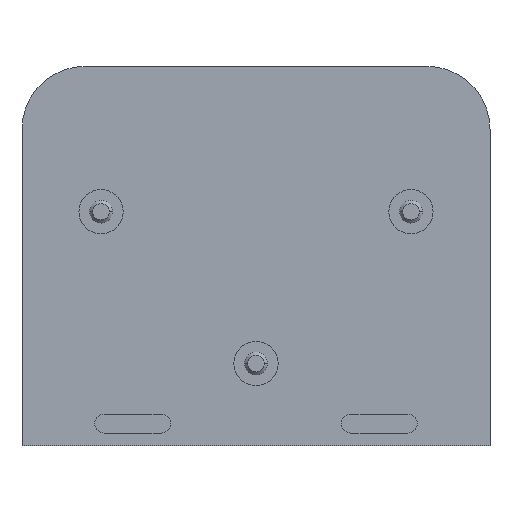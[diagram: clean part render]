
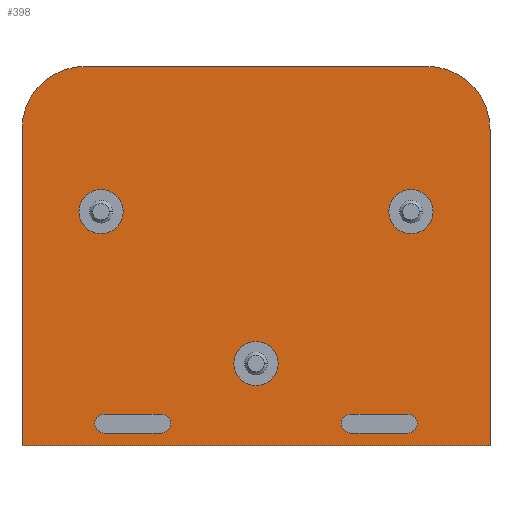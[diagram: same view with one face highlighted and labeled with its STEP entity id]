
A CAD part, left-side view. The second image highlights one B-rep face of the part: STEP entity #398.
In plain terms, the highlighted planar face has unit normal (-1, 0, 0).
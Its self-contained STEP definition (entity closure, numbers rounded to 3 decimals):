
#206=AXIS2_PLACEMENT_3D('Circle Axis2P3D',#204,#205,$) ;
#225=AXIS2_PLACEMENT_3D('Circle Axis2P3D',#223,#224,$) ;
#238=AXIS2_PLACEMENT_3D('Plane Axis2P3D',#235,#236,#237) ;
#251=AXIS2_PLACEMENT_3D('Circle Axis2P3D',#249,#250,$) ;
#265=AXIS2_PLACEMENT_3D('Circle Axis2P3D',#263,#264,$) ;
#292=AXIS2_PLACEMENT_3D('Circle Axis2P3D',#290,#291,$) ;
#301=AXIS2_PLACEMENT_3D('Circle Axis2P3D',#299,#300,$) ;
#314=AXIS2_PLACEMENT_3D('Circle Axis2P3D',#312,#313,$) ;
#323=AXIS2_PLACEMENT_3D('Circle Axis2P3D',#321,#322,$) ;
#341=AXIS2_PLACEMENT_3D('Circle Axis2P3D',#339,#340,$) ;
#355=AXIS2_PLACEMENT_3D('Circle Axis2P3D',#353,#354,$) ;
#375=AXIS2_PLACEMENT_3D('Circle Axis2P3D',#373,#374,$) ;
#389=AXIS2_PLACEMENT_3D('Circle Axis2P3D',#387,#388,$) ;
#201=CARTESIAN_POINT('Vertex',(3.,58.,37.)) ;
#204=CARTESIAN_POINT('Axis2P3D Location',(3.,61.5,37.)) ;
#208=CARTESIAN_POINT('Vertex',(3.,65.,37.)) ;
#223=CARTESIAN_POINT('Axis2P3D Location',(3.,61.5,37.)) ;
#235=CARTESIAN_POINT('Axis2P3D Location',(3.,37.,0.)) ;
#240=CARTESIAN_POINT('Line Origine',(3.,0.,25.)) ;
#244=CARTESIAN_POINT('Vertex',(3.,0.,0.)) ;
#246=CARTESIAN_POINT('Vertex',(3.,0.,50.)) ;
#249=CARTESIAN_POINT('Axis2P3D Location',(3.,10.,50.)) ;
#253=CARTESIAN_POINT('Vertex',(3.,10.,60.)) ;
#256=CARTESIAN_POINT('Line Origine',(3.,37.,60.)) ;
#260=CARTESIAN_POINT('Vertex',(3.,64.,60.)) ;
#263=CARTESIAN_POINT('Axis2P3D Location',(3.,64.,50.)) ;
#267=CARTESIAN_POINT('Vertex',(3.,74.,50.)) ;
#270=CARTESIAN_POINT('Line Origine',(3.,74.,25.)) ;
#274=CARTESIAN_POINT('Vertex',(3.,74.,0.)) ;
#277=CARTESIAN_POINT('Line Origine',(3.,37.,0.)) ;
#290=CARTESIAN_POINT('Axis2P3D Location',(3.,12.5,37.)) ;
#294=CARTESIAN_POINT('Vertex',(3.,16.,37.)) ;
#296=CARTESIAN_POINT('Vertex',(3.,9.,37.)) ;
#299=CARTESIAN_POINT('Axis2P3D Location',(3.,12.5,37.)) ;
#312=CARTESIAN_POINT('Axis2P3D Location',(3.,37.,13.)) ;
#316=CARTESIAN_POINT('Vertex',(3.,40.5,13.)) ;
#318=CARTESIAN_POINT('Vertex',(3.,33.5,13.)) ;
#321=CARTESIAN_POINT('Axis2P3D Location',(3.,37.,13.)) ;
#330=CARTESIAN_POINT('Line Origine',(3.,56.5,5.)) ;
#334=CARTESIAN_POINT('Vertex',(3.,52.,5.)) ;
#336=CARTESIAN_POINT('Vertex',(3.,61.,5.)) ;
#339=CARTESIAN_POINT('Axis2P3D Location',(3.,52.,3.5)) ;
#343=CARTESIAN_POINT('Vertex',(3.,52.,2.)) ;
#346=CARTESIAN_POINT('Line Origine',(3.,56.5,2.)) ;
#350=CARTESIAN_POINT('Vertex',(3.,61.,2.)) ;
#353=CARTESIAN_POINT('Axis2P3D Location',(3.,61.,3.5)) ;
#364=CARTESIAN_POINT('Line Origine',(3.,17.5,5.)) ;
#368=CARTESIAN_POINT('Vertex',(3.,13.,5.)) ;
#370=CARTESIAN_POINT('Vertex',(3.,22.,5.)) ;
#373=CARTESIAN_POINT('Axis2P3D Location',(3.,13.,3.5)) ;
#377=CARTESIAN_POINT('Vertex',(3.,13.,2.)) ;
#380=CARTESIAN_POINT('Line Origine',(3.,17.5,2.)) ;
#384=CARTESIAN_POINT('Vertex',(3.,22.,2.)) ;
#387=CARTESIAN_POINT('Axis2P3D Location',(3.,22.,3.5)) ;
#205=DIRECTION('Axis2P3D Direction',(-1.,-0.,0.)) ;
#224=DIRECTION('Axis2P3D Direction',(-1.,-0.,0.)) ;
#236=DIRECTION('Axis2P3D Direction',(-1.,-0.,0.)) ;
#237=DIRECTION('Axis2P3D XDirection',(0.,-1.,0.)) ;
#241=DIRECTION('Vector Direction',(0.,0.,-1.)) ;
#250=DIRECTION('Axis2P3D Direction',(-1.,-0.,0.)) ;
#257=DIRECTION('Vector Direction',(0.,-1.,0.)) ;
#264=DIRECTION('Axis2P3D Direction',(-1.,-0.,0.)) ;
#271=DIRECTION('Vector Direction',(0.,0.,1.)) ;
#278=DIRECTION('Vector Direction',(0.,1.,0.)) ;
#291=DIRECTION('Axis2P3D Direction',(-1.,-0.,0.)) ;
#300=DIRECTION('Axis2P3D Direction',(-1.,-0.,0.)) ;
#313=DIRECTION('Axis2P3D Direction',(-1.,-0.,0.)) ;
#322=DIRECTION('Axis2P3D Direction',(-1.,-0.,0.)) ;
#331=DIRECTION('Vector Direction',(0.,-1.,0.)) ;
#340=DIRECTION('Axis2P3D Direction',(-1.,-0.,0.)) ;
#347=DIRECTION('Vector Direction',(0.,1.,0.)) ;
#354=DIRECTION('Axis2P3D Direction',(-1.,-0.,0.)) ;
#365=DIRECTION('Vector Direction',(0.,-1.,0.)) ;
#374=DIRECTION('Axis2P3D Direction',(-1.,-0.,0.)) ;
#381=DIRECTION('Vector Direction',(0.,1.,0.)) ;
#388=DIRECTION('Axis2P3D Direction',(-1.,-0.,0.)) ;
#242=VECTOR('Line Direction',#241,1.) ;
#258=VECTOR('Line Direction',#257,1.) ;
#272=VECTOR('Line Direction',#271,1.) ;
#279=VECTOR('Line Direction',#278,1.) ;
#332=VECTOR('Line Direction',#331,1.) ;
#348=VECTOR('Line Direction',#347,1.) ;
#366=VECTOR('Line Direction',#365,1.) ;
#382=VECTOR('Line Direction',#381,1.) ;
#283=ORIENTED_EDGE('',*,*,#248,.T.) ;
#284=ORIENTED_EDGE('',*,*,#255,.T.) ;
#285=ORIENTED_EDGE('',*,*,#262,.T.) ;
#286=ORIENTED_EDGE('',*,*,#269,.T.) ;
#287=ORIENTED_EDGE('',*,*,#276,.T.) ;
#288=ORIENTED_EDGE('',*,*,#281,.T.) ;
#305=ORIENTED_EDGE('',*,*,#298,.F.) ;
#306=ORIENTED_EDGE('',*,*,#303,.F.) ;
#309=ORIENTED_EDGE('',*,*,#210,.F.) ;
#310=ORIENTED_EDGE('',*,*,#227,.F.) ;
#327=ORIENTED_EDGE('',*,*,#320,.F.) ;
#328=ORIENTED_EDGE('',*,*,#325,.F.) ;
#359=ORIENTED_EDGE('',*,*,#338,.F.) ;
#360=ORIENTED_EDGE('',*,*,#345,.F.) ;
#361=ORIENTED_EDGE('',*,*,#352,.F.) ;
#362=ORIENTED_EDGE('',*,*,#357,.F.) ;
#393=ORIENTED_EDGE('',*,*,#372,.F.) ;
#394=ORIENTED_EDGE('',*,*,#379,.F.) ;
#395=ORIENTED_EDGE('',*,*,#386,.F.) ;
#396=ORIENTED_EDGE('',*,*,#391,.F.) ;
#307=FACE_BOUND('',#304,.T.) ;
#311=FACE_BOUND('',#308,.T.) ;
#329=FACE_BOUND('',#326,.T.) ;
#363=FACE_BOUND('',#358,.T.) ;
#397=FACE_BOUND('',#392,.T.) ;
#398=ADVANCED_FACE('K\X2\00F6\X0\rper.3',(#289,#307,#311,#329,#363,#397),#239,.T.) ;
#207=CIRCLE('generated circle',#206,3.5) ;
#226=CIRCLE('generated circle',#225,3.5) ;
#252=CIRCLE('generated circle',#251,10.) ;
#266=CIRCLE('generated circle',#265,10.) ;
#293=CIRCLE('generated circle',#292,3.5) ;
#302=CIRCLE('generated circle',#301,3.5) ;
#315=CIRCLE('generated circle',#314,3.5) ;
#324=CIRCLE('generated circle',#323,3.5) ;
#342=CIRCLE('generated circle',#341,1.5) ;
#356=CIRCLE('generated circle',#355,1.5) ;
#376=CIRCLE('generated circle',#375,1.5) ;
#390=CIRCLE('generated circle',#389,1.5) ;
#210=EDGE_CURVE('',#202,#209,#207,.T.) ;
#227=EDGE_CURVE('',#209,#202,#226,.T.) ;
#248=EDGE_CURVE('',#245,#247,#243,.F.) ;
#255=EDGE_CURVE('',#247,#254,#252,.T.) ;
#262=EDGE_CURVE('',#254,#261,#259,.F.) ;
#269=EDGE_CURVE('',#261,#268,#266,.T.) ;
#276=EDGE_CURVE('',#268,#275,#273,.F.) ;
#281=EDGE_CURVE('',#275,#245,#280,.F.) ;
#298=EDGE_CURVE('',#295,#297,#293,.T.) ;
#303=EDGE_CURVE('',#297,#295,#302,.T.) ;
#320=EDGE_CURVE('',#317,#319,#315,.T.) ;
#325=EDGE_CURVE('',#319,#317,#324,.T.) ;
#338=EDGE_CURVE('',#335,#337,#333,.F.) ;
#345=EDGE_CURVE('',#344,#335,#342,.T.) ;
#352=EDGE_CURVE('',#351,#344,#349,.F.) ;
#357=EDGE_CURVE('',#337,#351,#356,.T.) ;
#372=EDGE_CURVE('',#369,#371,#367,.F.) ;
#379=EDGE_CURVE('',#378,#369,#376,.T.) ;
#386=EDGE_CURVE('',#385,#378,#383,.F.) ;
#391=EDGE_CURVE('',#371,#385,#390,.T.) ;
#282=EDGE_LOOP('',(#283,#284,#285,#286,#287,#288)) ;
#304=EDGE_LOOP('',(#305,#306)) ;
#308=EDGE_LOOP('',(#309,#310)) ;
#326=EDGE_LOOP('',(#327,#328)) ;
#358=EDGE_LOOP('',(#359,#360,#361,#362)) ;
#392=EDGE_LOOP('',(#393,#394,#395,#396)) ;
#289=FACE_OUTER_BOUND('',#282,.T.) ;
#243=LINE('Line',#240,#242) ;
#259=LINE('Line',#256,#258) ;
#273=LINE('Line',#270,#272) ;
#280=LINE('Line',#277,#279) ;
#333=LINE('Line',#330,#332) ;
#349=LINE('Line',#346,#348) ;
#367=LINE('Line',#364,#366) ;
#383=LINE('Line',#380,#382) ;
#239=PLANE('',#238) ;
#202=VERTEX_POINT('',#201) ;
#209=VERTEX_POINT('',#208) ;
#245=VERTEX_POINT('',#244) ;
#247=VERTEX_POINT('',#246) ;
#254=VERTEX_POINT('',#253) ;
#261=VERTEX_POINT('',#260) ;
#268=VERTEX_POINT('',#267) ;
#275=VERTEX_POINT('',#274) ;
#295=VERTEX_POINT('',#294) ;
#297=VERTEX_POINT('',#296) ;
#317=VERTEX_POINT('',#316) ;
#319=VERTEX_POINT('',#318) ;
#335=VERTEX_POINT('',#334) ;
#337=VERTEX_POINT('',#336) ;
#344=VERTEX_POINT('',#343) ;
#351=VERTEX_POINT('',#350) ;
#369=VERTEX_POINT('',#368) ;
#371=VERTEX_POINT('',#370) ;
#378=VERTEX_POINT('',#377) ;
#385=VERTEX_POINT('',#384) ;
